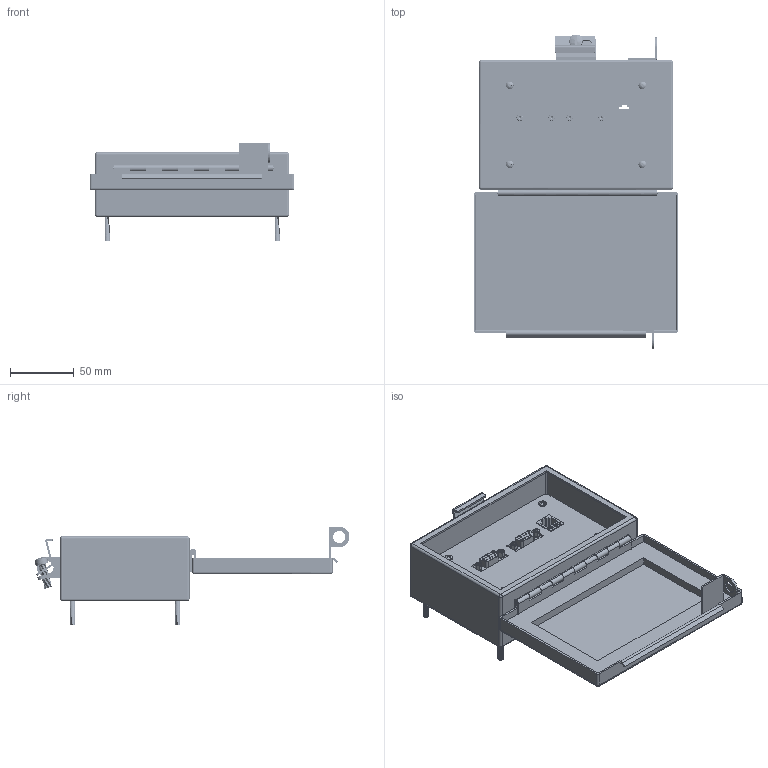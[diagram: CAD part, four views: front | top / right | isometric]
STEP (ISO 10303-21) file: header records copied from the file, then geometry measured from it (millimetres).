
FILE_DESCRIPTION (( 'STEP AP203' ), '1' );
FILE_NAME ('P-Q7#2R2-M6RX_3D.STEP', '2022-09-13T17:32:15', ( '' ), ( '' ), 'SwSTEP 2.0', 'SolidWorks 2021', '' );
FILE_SCHEMA (( 'CONFIG_CONTROL_DESIGN' ));
Length unit declared in the file: millimetre
Products named in the file (13): Z-H-M6_B; P-Q7#2R2-M6RX_FP060_1; P-Q7#2R2-M6RX_BP240_1; Q7; Z-001-SPR3_16HX; -M6; Z-000-4243316TFP; Z-300-RJ45CAT5; Z-BULK-DB9MF; R2; 92005A124_METRIC PAN HEAD PHILLIPS MACHINE SCREW_92005A124; P-Q7#2R2-M6RX_TP060_1; P-Q7#2R2-M6RX_3D
Assembly tree (23 placements, depth 3):
  P-Q7#2R2-M6RX_3D
    -M6
      Z-H-M6_B
    P-Q7#2R2-M6RX_BP240_1
    P-Q7#2R2-M6RX_FP060_1
    P-Q7#2R2-M6RX_TP060_1
    Z-000-4243316TFP  x7
    Q7  x2
      Z-BULK-DB9MF
      Z-001-SPR3_16HX
    R2
      Z-300-RJ45CAT5
    92005A124_METRIC PAN HEAD PHILLIPS MACHINE SCREW_92005A124  x4
Bounding box: 160.82 x 247.16 x 77.34 mm (x, y, z)
Volume: 246487 mm3; surface area: 226417.6 mm2
Topology: 34 solids, 34 shells, 2897 faces, 7850 edges, 5105 vertices
Faces by surface type: cylinder 1159, plane 1044, bspline 404, cone 243, sphere 31, torus 16
Entity records: 103727 total; most frequent: CARTESIAN_POINT 67147, ORIENTED_EDGE 8002, DIRECTION 6101, EDGE_CURVE 4001, VERTEX_POINT 2626, VECTOR 2229, LINE 2229, AXIS2_PLACEMENT_3D 1936
